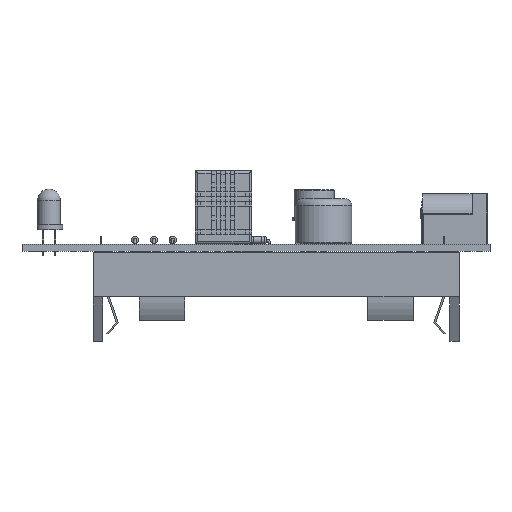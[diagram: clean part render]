
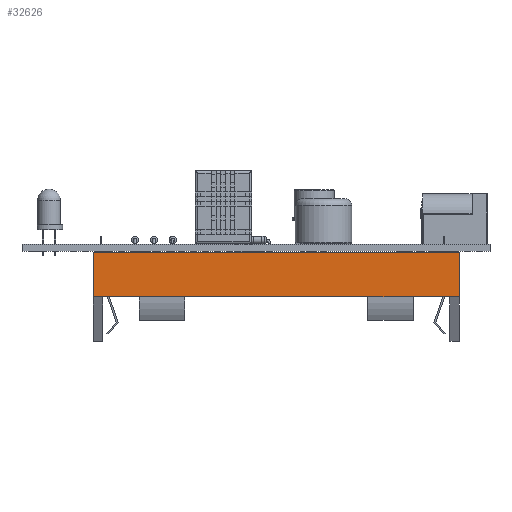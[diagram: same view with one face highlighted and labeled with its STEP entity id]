
A CAD part, left-side view. The second image highlights one B-rep face of the part: STEP entity #32626.
In plain terms, the highlighted face is planar.
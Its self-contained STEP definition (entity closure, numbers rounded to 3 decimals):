
#29801 = PLANE('',#29802);
#29802 = AXIS2_PLACEMENT_3D('',#29803,#29804,#29805);
#29803 = CARTESIAN_POINT('',(35.68,-9.587,9.6));
#29804 = DIRECTION('',(0.,0.,1.));
#29805 = DIRECTION('',(0.,1.,0.));
#31003 = VERTEX_POINT('',#31004);
#31004 = CARTESIAN_POINT('',(-3.17,-10.45,9.6));
#31018 = PLANE('',#31019);
#31019 = AXIS2_PLACEMENT_3D('',#31020,#31021,#31022);
#31020 = CARTESIAN_POINT('',(-3.17,0.,8.355));
#31021 = DIRECTION('',(-1.,0.,0.));
#31022 = DIRECTION('',(0.,-1.,0.));
#31030 = EDGE_CURVE('',#31003,#31031,#31033,.T.);
#31031 = VERTEX_POINT('',#31032);
#31032 = CARTESIAN_POINT('',(6.6,-10.45,9.6));
#31033 = SURFACE_CURVE('',#31034,(#31038,#31045),.PCURVE_S1.);
#31034 = LINE('',#31035,#31036);
#31035 = CARTESIAN_POINT('',(-3.17,-10.45,9.6));
#31036 = VECTOR('',#31037,1.);
#31037 = DIRECTION('',(1.,0.,0.));
#31038 = PCURVE('',#29801,#31039);
#31039 = DEFINITIONAL_REPRESENTATION('',(#31040),#31044);
#31040 = LINE('',#31041,#31042);
#31041 = CARTESIAN_POINT('',(-0.863,38.85));
#31042 = VECTOR('',#31043,1.);
#31043 = DIRECTION('',(0.,-1.));
#31044 = ( GEOMETRIC_REPRESENTATION_CONTEXT(2) 
PARAMETRIC_REPRESENTATION_CONTEXT() REPRESENTATION_CONTEXT('2D SPACE',''
  ) );
#31045 = PCURVE('',#31046,#31051);
#31046 = PLANE('',#31047);
#31047 = AXIS2_PLACEMENT_3D('',#31048,#31049,#31050);
#31048 = CARTESIAN_POINT('',(-3.17,-10.45,0.1));
#31049 = DIRECTION('',(0.,1.,0.));
#31050 = DIRECTION('',(1.,0.,0.));
#31051 = DEFINITIONAL_REPRESENTATION('',(#31052),#31056);
#31052 = LINE('',#31053,#31054);
#31053 = CARTESIAN_POINT('',(0.,-9.5));
#31054 = VECTOR('',#31055,1.);
#31055 = DIRECTION('',(1.,0.));
#31056 = ( GEOMETRIC_REPRESENTATION_CONTEXT(2) 
PARAMETRIC_REPRESENTATION_CONTEXT() REPRESENTATION_CONTEXT('2D SPACE',''
  ) );
#31115 = VERTEX_POINT('',#31116);
#31116 = CARTESIAN_POINT('',(16.255,-10.45,9.6));
#31142 = EDGE_CURVE('',#31115,#31143,#31145,.T.);
#31143 = VERTEX_POINT('',#31144);
#31144 = CARTESIAN_POINT('',(55.105,-10.45,9.6));
#31145 = SURFACE_CURVE('',#31146,(#31150,#31157),.PCURVE_S1.);
#31146 = LINE('',#31147,#31148);
#31147 = CARTESIAN_POINT('',(-3.17,-10.45,9.6));
#31148 = VECTOR('',#31149,1.);
#31149 = DIRECTION('',(1.,0.,0.));
#31150 = PCURVE('',#29801,#31151);
#31151 = DEFINITIONAL_REPRESENTATION('',(#31152),#31156);
#31152 = LINE('',#31153,#31154);
#31153 = CARTESIAN_POINT('',(-0.863,38.85));
#31154 = VECTOR('',#31155,1.);
#31155 = DIRECTION('',(0.,-1.));
#31156 = ( GEOMETRIC_REPRESENTATION_CONTEXT(2) 
PARAMETRIC_REPRESENTATION_CONTEXT() REPRESENTATION_CONTEXT('2D SPACE',''
  ) );
#31157 = PCURVE('',#31046,#31158);
#31158 = DEFINITIONAL_REPRESENTATION('',(#31159),#31163);
#31159 = LINE('',#31160,#31161);
#31160 = CARTESIAN_POINT('',(0.,-9.5));
#31161 = VECTOR('',#31162,1.);
#31162 = DIRECTION('',(1.,0.));
#31163 = ( GEOMETRIC_REPRESENTATION_CONTEXT(2) 
PARAMETRIC_REPRESENTATION_CONTEXT() REPRESENTATION_CONTEXT('2D SPACE',''
  ) );
#31222 = VERTEX_POINT('',#31223);
#31223 = CARTESIAN_POINT('',(64.76,-10.45,9.6));
#31249 = EDGE_CURVE('',#31222,#31250,#31252,.T.);
#31250 = VERTEX_POINT('',#31251);
#31251 = CARTESIAN_POINT('',(74.53,-10.45,9.6));
#31252 = SURFACE_CURVE('',#31253,(#31257,#31264),.PCURVE_S1.);
#31253 = LINE('',#31254,#31255);
#31254 = CARTESIAN_POINT('',(-3.17,-10.45,9.6));
#31255 = VECTOR('',#31256,1.);
#31256 = DIRECTION('',(1.,0.,0.));
#31257 = PCURVE('',#29801,#31258);
#31258 = DEFINITIONAL_REPRESENTATION('',(#31259),#31263);
#31259 = LINE('',#31260,#31261);
#31260 = CARTESIAN_POINT('',(-0.863,38.85));
#31261 = VECTOR('',#31262,1.);
#31262 = DIRECTION('',(0.,-1.));
#31263 = ( GEOMETRIC_REPRESENTATION_CONTEXT(2) 
PARAMETRIC_REPRESENTATION_CONTEXT() REPRESENTATION_CONTEXT('2D SPACE',''
  ) );
#31264 = PCURVE('',#31046,#31265);
#31265 = DEFINITIONAL_REPRESENTATION('',(#31266),#31270);
#31266 = LINE('',#31267,#31268);
#31267 = CARTESIAN_POINT('',(0.,-9.5));
#31268 = VECTOR('',#31269,1.);
#31269 = DIRECTION('',(1.,0.));
#31270 = ( GEOMETRIC_REPRESENTATION_CONTEXT(2) 
PARAMETRIC_REPRESENTATION_CONTEXT() REPRESENTATION_CONTEXT('2D SPACE',''
  ) );
#31288 = PLANE('',#31289);
#31289 = AXIS2_PLACEMENT_3D('',#31290,#31291,#31292);
#31290 = CARTESIAN_POINT('',(74.53,0.,8.355));
#31291 = DIRECTION('',(1.,0.,0.));
#31292 = DIRECTION('',(0.,0.,1.));
#31952 = PLANE('',#31953);
#31953 = AXIS2_PLACEMENT_3D('',#31954,#31955,#31956);
#31954 = CARTESIAN_POINT('',(35.68,0.,0.1));
#31955 = DIRECTION('',(0.,0.,1.));
#31956 = DIRECTION('',(1.,0.,-0.));
#32558 = VERTEX_POINT('',#32559);
#32559 = CARTESIAN_POINT('',(-3.17,-10.45,0.1));
#32580 = EDGE_CURVE('',#32558,#31003,#32581,.T.);
#32581 = SURFACE_CURVE('',#32582,(#32586,#32593),.PCURVE_S1.);
#32582 = LINE('',#32583,#32584);
#32583 = CARTESIAN_POINT('',(-3.17,-10.45,0.1));
#32584 = VECTOR('',#32585,1.);
#32585 = DIRECTION('',(0.,0.,1.));
#32586 = PCURVE('',#31018,#32587);
#32587 = DEFINITIONAL_REPRESENTATION('',(#32588),#32592);
#32588 = LINE('',#32589,#32590);
#32589 = CARTESIAN_POINT('',(10.45,-8.255));
#32590 = VECTOR('',#32591,1.);
#32591 = DIRECTION('',(0.,1.));
#32592 = ( GEOMETRIC_REPRESENTATION_CONTEXT(2) 
PARAMETRIC_REPRESENTATION_CONTEXT() REPRESENTATION_CONTEXT('2D SPACE',''
  ) );
#32593 = PCURVE('',#31046,#32594);
#32594 = DEFINITIONAL_REPRESENTATION('',(#32595),#32599);
#32595 = LINE('',#32596,#32597);
#32596 = CARTESIAN_POINT('',(0.,0.));
#32597 = VECTOR('',#32598,1.);
#32598 = DIRECTION('',(0.,-1.));
#32599 = ( GEOMETRIC_REPRESENTATION_CONTEXT(2) 
PARAMETRIC_REPRESENTATION_CONTEXT() REPRESENTATION_CONTEXT('2D SPACE',''
  ) );
#32626 = ADVANCED_FACE('',(#32627),#31046,.F.);
#32627 = FACE_BOUND('',#32628,.F.);
#32628 = EDGE_LOOP('',(#32629,#32652,#32653,#32654,#32680,#32681,#32707,
    #32708));
#32629 = ORIENTED_EDGE('',*,*,#32630,.F.);
#32630 = EDGE_CURVE('',#32558,#32631,#32633,.T.);
#32631 = VERTEX_POINT('',#32632);
#32632 = CARTESIAN_POINT('',(74.53,-10.45,0.1));
#32633 = SURFACE_CURVE('',#32634,(#32638,#32645),.PCURVE_S1.);
#32634 = LINE('',#32635,#32636);
#32635 = CARTESIAN_POINT('',(-3.17,-10.45,0.1));
#32636 = VECTOR('',#32637,1.);
#32637 = DIRECTION('',(1.,0.,0.));
#32638 = PCURVE('',#31046,#32639);
#32639 = DEFINITIONAL_REPRESENTATION('',(#32640),#32644);
#32640 = LINE('',#32641,#32642);
#32641 = CARTESIAN_POINT('',(0.,0.));
#32642 = VECTOR('',#32643,1.);
#32643 = DIRECTION('',(1.,0.));
#32644 = ( GEOMETRIC_REPRESENTATION_CONTEXT(2) 
PARAMETRIC_REPRESENTATION_CONTEXT() REPRESENTATION_CONTEXT('2D SPACE',''
  ) );
#32645 = PCURVE('',#31952,#32646);
#32646 = DEFINITIONAL_REPRESENTATION('',(#32647),#32651);
#32647 = LINE('',#32648,#32649);
#32648 = CARTESIAN_POINT('',(-38.85,-10.45));
#32649 = VECTOR('',#32650,1.);
#32650 = DIRECTION('',(1.,0.));
#32651 = ( GEOMETRIC_REPRESENTATION_CONTEXT(2) 
PARAMETRIC_REPRESENTATION_CONTEXT() REPRESENTATION_CONTEXT('2D SPACE',''
  ) );
#32652 = ORIENTED_EDGE('',*,*,#32580,.T.);
#32653 = ORIENTED_EDGE('',*,*,#31030,.T.);
#32654 = ORIENTED_EDGE('',*,*,#32655,.T.);
#32655 = EDGE_CURVE('',#31031,#31115,#32656,.T.);
#32656 = SURFACE_CURVE('',#32657,(#32661,#32668),.PCURVE_S1.);
#32657 = LINE('',#32658,#32659);
#32658 = CARTESIAN_POINT('',(-3.17,-10.45,9.6));
#32659 = VECTOR('',#32660,1.);
#32660 = DIRECTION('',(1.,0.,0.));
#32661 = PCURVE('',#31046,#32662);
#32662 = DEFINITIONAL_REPRESENTATION('',(#32663),#32667);
#32663 = LINE('',#32664,#32665);
#32664 = CARTESIAN_POINT('',(0.,-9.5));
#32665 = VECTOR('',#32666,1.);
#32666 = DIRECTION('',(1.,0.));
#32667 = ( GEOMETRIC_REPRESENTATION_CONTEXT(2) 
PARAMETRIC_REPRESENTATION_CONTEXT() REPRESENTATION_CONTEXT('2D SPACE',''
  ) );
#32668 = PCURVE('',#32669,#32674);
#32669 = CYLINDRICAL_SURFACE('',#32670,9.);
#32670 = AXIS2_PLACEMENT_3D('',#32671,#32672,#32673);
#32671 = CARTESIAN_POINT('',(3.18,-1.45,9.6));
#32672 = DIRECTION('',(-1.,-0.,-0.));
#32673 = DIRECTION('',(0.,1.,0.));
#32674 = DEFINITIONAL_REPRESENTATION('',(#32675),#32679);
#32675 = LINE('',#32676,#32677);
#32676 = CARTESIAN_POINT('',(3.142,6.35));
#32677 = VECTOR('',#32678,1.);
#32678 = DIRECTION('',(0.,-1.));
#32679 = ( GEOMETRIC_REPRESENTATION_CONTEXT(2) 
PARAMETRIC_REPRESENTATION_CONTEXT() REPRESENTATION_CONTEXT('2D SPACE',''
  ) );
#32680 = ORIENTED_EDGE('',*,*,#31142,.T.);
#32681 = ORIENTED_EDGE('',*,*,#32682,.T.);
#32682 = EDGE_CURVE('',#31143,#31222,#32683,.T.);
#32683 = SURFACE_CURVE('',#32684,(#32688,#32695),.PCURVE_S1.);
#32684 = LINE('',#32685,#32686);
#32685 = CARTESIAN_POINT('',(-3.17,-10.45,9.6));
#32686 = VECTOR('',#32687,1.);
#32687 = DIRECTION('',(1.,0.,0.));
#32688 = PCURVE('',#31046,#32689);
#32689 = DEFINITIONAL_REPRESENTATION('',(#32690),#32694);
#32690 = LINE('',#32691,#32692);
#32691 = CARTESIAN_POINT('',(0.,-9.5));
#32692 = VECTOR('',#32693,1.);
#32693 = DIRECTION('',(1.,0.));
#32694 = ( GEOMETRIC_REPRESENTATION_CONTEXT(2) 
PARAMETRIC_REPRESENTATION_CONTEXT() REPRESENTATION_CONTEXT('2D SPACE',''
  ) );
#32695 = PCURVE('',#32696,#32701);
#32696 = CYLINDRICAL_SURFACE('',#32697,9.);
#32697 = AXIS2_PLACEMENT_3D('',#32698,#32699,#32700);
#32698 = CARTESIAN_POINT('',(3.18,-1.45,9.6));
#32699 = DIRECTION('',(-1.,-0.,-0.));
#32700 = DIRECTION('',(0.,1.,0.));
#32701 = DEFINITIONAL_REPRESENTATION('',(#32702),#32706);
#32702 = LINE('',#32703,#32704);
#32703 = CARTESIAN_POINT('',(3.142,6.35));
#32704 = VECTOR('',#32705,1.);
#32705 = DIRECTION('',(0.,-1.));
#32706 = ( GEOMETRIC_REPRESENTATION_CONTEXT(2) 
PARAMETRIC_REPRESENTATION_CONTEXT() REPRESENTATION_CONTEXT('2D SPACE',''
  ) );
#32707 = ORIENTED_EDGE('',*,*,#31249,.T.);
#32708 = ORIENTED_EDGE('',*,*,#32709,.F.);
#32709 = EDGE_CURVE('',#32631,#31250,#32710,.T.);
#32710 = SURFACE_CURVE('',#32711,(#32715,#32722),.PCURVE_S1.);
#32711 = LINE('',#32712,#32713);
#32712 = CARTESIAN_POINT('',(74.53,-10.45,0.1));
#32713 = VECTOR('',#32714,1.);
#32714 = DIRECTION('',(0.,0.,1.));
#32715 = PCURVE('',#31046,#32716);
#32716 = DEFINITIONAL_REPRESENTATION('',(#32717),#32721);
#32717 = LINE('',#32718,#32719);
#32718 = CARTESIAN_POINT('',(77.7,0.));
#32719 = VECTOR('',#32720,1.);
#32720 = DIRECTION('',(0.,-1.));
#32721 = ( GEOMETRIC_REPRESENTATION_CONTEXT(2) 
PARAMETRIC_REPRESENTATION_CONTEXT() REPRESENTATION_CONTEXT('2D SPACE',''
  ) );
#32722 = PCURVE('',#31288,#32723);
#32723 = DEFINITIONAL_REPRESENTATION('',(#32724),#32728);
#32724 = LINE('',#32725,#32726);
#32725 = CARTESIAN_POINT('',(-8.255,10.45));
#32726 = VECTOR('',#32727,1.);
#32727 = DIRECTION('',(1.,0.));
#32728 = ( GEOMETRIC_REPRESENTATION_CONTEXT(2) 
PARAMETRIC_REPRESENTATION_CONTEXT() REPRESENTATION_CONTEXT('2D SPACE',''
  ) );
